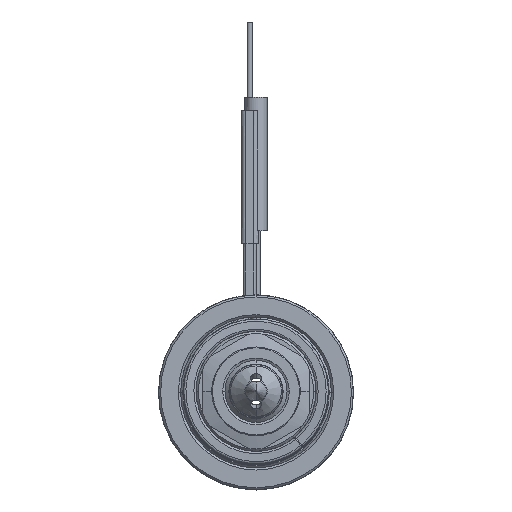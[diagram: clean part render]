
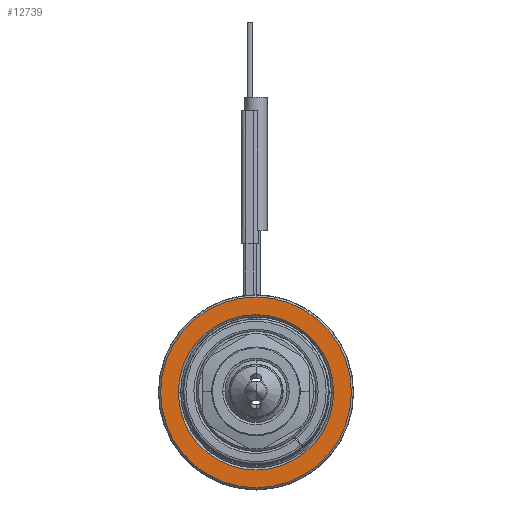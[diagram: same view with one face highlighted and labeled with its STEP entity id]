
A CAD part, top view. The second image highlights one B-rep face of the part: STEP entity #12739.
In plain terms, the highlighted planar face has unit normal (0, 0, 1).
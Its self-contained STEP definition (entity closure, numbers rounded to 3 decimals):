
#3617=CARTESIAN_POINT('',(0.,0.,40.));
#3618=DIRECTION('',(0.,0.,-1.));
#3619=DIRECTION('',(-1.,0.,0.));
#3620=AXIS2_PLACEMENT_3D('',#3617,#3618,#3619);
#3631=CARTESIAN_POINT('',(0.,0.,
40.));
#3632=DIRECTION('',(0.,0.,-1.));
#3633=DIRECTION('',(1.,0.,0.));
#3634=AXIS2_PLACEMENT_3D('',#3631,#3632,#3633);
#3645=CARTESIAN_POINT('',(0.,0.,
40.));
#3646=DIRECTION('',(0.,0.,-1.));
#3647=DIRECTION('',(1.,0.,0.));
#3648=AXIS2_PLACEMENT_3D('',#3645,#3646,#3647);
#3659=CARTESIAN_POINT('',(0.,0.,
40.));
#3660=DIRECTION('',(0.,0.,-1.));
#3661=DIRECTION('',(-1.,0.,0.));
#3662=AXIS2_PLACEMENT_3D('',#3659,#3660,#3661);
#7930=CARTESIAN_POINT('',(21.5,0.,40.));
#7931=CARTESIAN_POINT('',(-21.5,0.,40.));
#7932=VERTEX_POINT('',#7930);
#7933=VERTEX_POINT('',#7931);
#7934=CARTESIAN_POINT('',(17.5,0.,40.));
#7935=CARTESIAN_POINT('',(-17.5,0.,40.));
#7936=VERTEX_POINT('',#7934);
#7937=VERTEX_POINT('',#7935);
#12724=CARTESIAN_POINT('',(0.,0.,40.));
#12725=DIRECTION('',(0.,0.,1.));
#12726=DIRECTION('',(-1.,0.,0.));
#12727=AXIS2_PLACEMENT_3D('',#12724,#12725,#12726);
#12728=PLANE('',#12727);
#12729=ORIENTED_EDGE('',*,*,#12706,.T.);
#12730=ORIENTED_EDGE('',*,*,#12691,.T.);
#12731=EDGE_LOOP('',(#12729,#12730));
#12732=FACE_OUTER_BOUND('',#12731,.F.);
#12734=ORIENTED_EDGE('',*,*,#12733,.F.);
#12736=ORIENTED_EDGE('',*,*,#12735,.F.);
#12737=EDGE_LOOP('',(#12734,#12736));
#12738=FACE_BOUND('',#12737,.F.);
#3621=CIRCLE('',#3620,21.5);
#3635=CIRCLE('',#3634,21.5);
#3649=CIRCLE('',#3648,17.5);
#3663=CIRCLE('',#3662,17.5);
#12691=EDGE_CURVE('',#7933,#7932,#3621,.T.);
#12706=EDGE_CURVE('',#7932,#7933,#3635,.T.);
#12733=EDGE_CURVE('',#7936,#7937,#3649,.T.);
#12735=EDGE_CURVE('',#7937,#7936,#3663,.T.);
#12739=ADVANCED_FACE('',(#12732,#12738),#12728,.T.);
